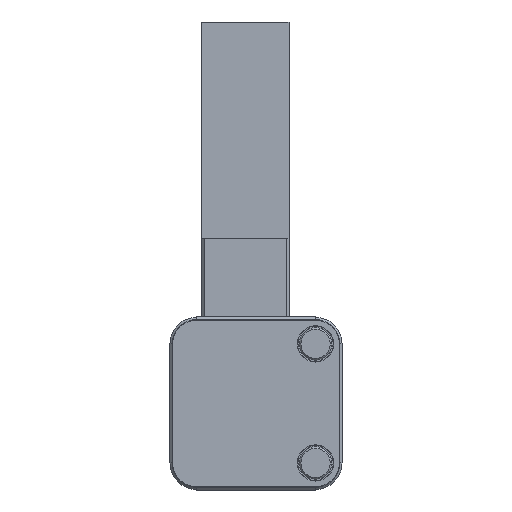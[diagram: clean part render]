
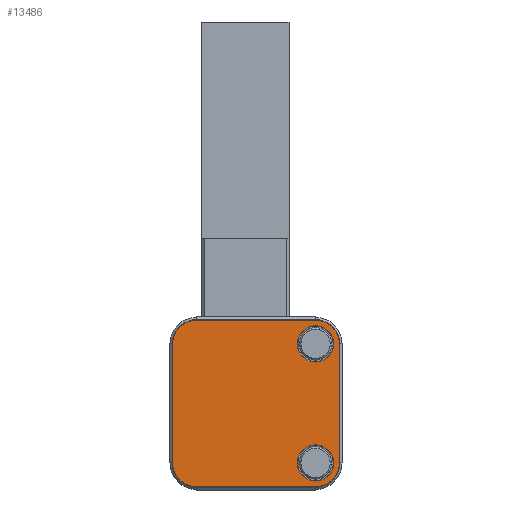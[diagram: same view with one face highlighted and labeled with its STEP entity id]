
A CAD part, front view. The second image highlights one B-rep face of the part: STEP entity #13486.
In plain terms, the highlighted face is planar.
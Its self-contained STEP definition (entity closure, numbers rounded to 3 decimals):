
#83 = ORIENTED_EDGE ( 'NONE', *, *, #10009, .T. ) ;
#218 = VECTOR ( 'NONE', #3902, 1000. ) ;
#403 = EDGE_CURVE ( 'NONE', #2777, #7458, #8240, .T. ) ;
#409 = AXIS2_PLACEMENT_3D ( 'NONE', #9589, #1772, #4161 ) ;
#473 = AXIS2_PLACEMENT_3D ( 'NONE', #2972, #9746, #7376 ) ;
#504 = LINE ( 'NONE', #13447, #11679 ) ;
#523 = CIRCLE ( 'NONE', #12186, 4.4 ) ;
#624 = VECTOR ( 'NONE', #9376, 1000. ) ;
#950 = DIRECTION ( 'NONE',  ( 1., 0., 0. ) ) ;
#996 = CIRCLE ( 'NONE', #9340, 3.35 ) ;
#1002 = CARTESIAN_POINT ( 'NONE',  ( -11., 22., 0. ) ) ;
#1071 = VERTEX_POINT ( 'NONE', #10709 ) ;
#1448 = EDGE_LOOP ( 'NONE', ( #13425, #4836 ) ) ;
#1466 = CARTESIAN_POINT ( 'NONE',  ( -15.4, 0., 0. ) ) ;
#1484 = AXIS2_PLACEMENT_3D ( 'NONE', #5073, #6098, #8348 ) ;
#1583 = DIRECTION ( 'NONE',  ( 1., 0., 0. ) ) ;
#1772 = DIRECTION ( 'NONE',  ( 0., 0., 1. ) ) ;
#1810 = AXIS2_PLACEMENT_3D ( 'NONE', #1002, #13284, #950 ) ;
#2021 = EDGE_CURVE ( 'NONE', #10931, #2777, #10425, .T. ) ;
#2274 = CIRCLE ( 'NONE', #1484, 3.35 ) ;
#2416 = CARTESIAN_POINT ( 'NONE',  ( -15.4, 0., 0. ) ) ;
#2575 = ORIENTED_EDGE ( 'NONE', *, *, #5007, .T. ) ;
#2777 = VERTEX_POINT ( 'NONE', #4285 ) ;
#2882 = DIRECTION ( 'NONE',  ( 1., 0., 0. ) ) ;
#2887 = CARTESIAN_POINT ( 'NONE',  ( 7.65, 0., 0. ) ) ;
#2972 = CARTESIAN_POINT ( 'NONE',  ( -11., 0., 0. ) ) ;
#2990 = FACE_BOUND ( 'NONE', #1448, .T. ) ;
#3087 = EDGE_CURVE ( 'NONE', #11677, #10931, #6892, .T. ) ;
#3164 = LINE ( 'NONE', #9423, #218 ) ;
#3436 = EDGE_LOOP ( 'NONE', ( #83, #6173 ) ) ;
#3638 = DIRECTION ( 'NONE',  ( 1., 0., 0. ) ) ;
#3902 = DIRECTION ( 'NONE',  ( -1., 0., 0. ) ) ;
#3914 = CARTESIAN_POINT ( 'NONE',  ( -7.65, 0., 0. ) ) ;
#4161 = DIRECTION ( 'NONE',  ( 1., 0., 0. ) ) ;
#4285 = CARTESIAN_POINT ( 'NONE',  ( -15.4, 22., 0. ) ) ;
#4384 = EDGE_CURVE ( 'NONE', #8125, #11677, #3164, .T. ) ;
#4576 = AXIS2_PLACEMENT_3D ( 'NONE', #11943, #10801, #2882 ) ;
#4820 = CARTESIAN_POINT ( 'NONE',  ( 11., 26.4, 0. ) ) ;
#4836 = ORIENTED_EDGE ( 'NONE', *, *, #11412, .T. ) ;
#4892 = EDGE_CURVE ( 'NONE', #7928, #12102, #2274, .T. ) ;
#4893 = ORIENTED_EDGE ( 'NONE', *, *, #9098, .T. ) ;
#5007 = EDGE_CURVE ( 'NONE', #1071, #8125, #12976, .T. ) ;
#5073 = CARTESIAN_POINT ( 'NONE',  ( 11., 0., 0. ) ) ;
#5169 = CARTESIAN_POINT ( 'NONE',  ( 15.4, 22., 0. ) ) ;
#5323 = ORIENTED_EDGE ( 'NONE', *, *, #2021, .T. ) ;
#5877 = EDGE_CURVE ( 'NONE', #8694, #8759, #523, .T. ) ;
#6012 = CARTESIAN_POINT ( 'NONE',  ( 11., 22., 0. ) ) ;
#6098 = DIRECTION ( 'NONE',  ( 0., 0., 1. ) ) ;
#6120 = FACE_OUTER_BOUND ( 'NONE', #8230, .T. ) ;
#6173 = ORIENTED_EDGE ( 'NONE', *, *, #11315, .T. ) ;
#6191 = CIRCLE ( 'NONE', #12380, 3.35 ) ;
#6354 = CIRCLE ( 'NONE', #473, 3.35 ) ;
#6570 = ORIENTED_EDGE ( 'NONE', *, *, #3087, .T. ) ;
#6811 = DIRECTION ( 'NONE',  ( 0., -1., 0. ) ) ;
#6892 = CIRCLE ( 'NONE', #8283, 4.4 ) ;
#6989 = CARTESIAN_POINT ( 'NONE',  ( -11., -4.4, 0. ) ) ;
#7209 = DIRECTION ( 'NONE',  ( 0., 0., 1. ) ) ;
#7257 = DIRECTION ( 'NONE',  ( 1., 0., 0. ) ) ;
#7297 = ORIENTED_EDGE ( 'NONE', *, *, #4384, .T. ) ;
#7376 = DIRECTION ( 'NONE',  ( 1., 0., 0. ) ) ;
#7458 = VERTEX_POINT ( 'NONE', #8010 ) ;
#7462 = VECTOR ( 'NONE', #11362, 1000. ) ;
#7657 = CARTESIAN_POINT ( 'NONE',  ( 14.35, 0., 0. ) ) ;
#7752 = VERTEX_POINT ( 'NONE', #3914 ) ;
#7928 = VERTEX_POINT ( 'NONE', #2887 ) ;
#7972 = DIRECTION ( 'NONE',  ( 0., 0., -1. ) ) ;
#8010 = CARTESIAN_POINT ( 'NONE',  ( -11., 26.4, 0. ) ) ;
#8125 = VERTEX_POINT ( 'NONE', #9775 ) ;
#8230 = EDGE_LOOP ( 'NONE', ( #7297, #6570, #5323, #10059, #14384, #12134, #4893, #2575 ) ) ;
#8240 = CIRCLE ( 'NONE', #1810, 4.4 ) ;
#8272 = DIRECTION ( 'NONE',  ( 0., 0., -1. ) ) ;
#8283 = AXIS2_PLACEMENT_3D ( 'NONE', #13818, #8272, #3638 ) ;
#8348 = DIRECTION ( 'NONE',  ( 1., 0., 0. ) ) ;
#8608 = PLANE ( 'NONE',  #409 ) ;
#8694 = VERTEX_POINT ( 'NONE', #4820 ) ;
#8759 = VERTEX_POINT ( 'NONE', #5169 ) ;
#8982 = DIRECTION ( 'NONE',  ( 1., 0., 0. ) ) ;
#9098 = EDGE_CURVE ( 'NONE', #8759, #1071, #504, .T. ) ;
#9340 = AXIS2_PLACEMENT_3D ( 'NONE', #10137, #13450, #8982 ) ;
#9376 = DIRECTION ( 'NONE',  ( 1., 0., 0. ) ) ;
#9423 = CARTESIAN_POINT ( 'NONE',  ( 0., -4.4, 0. ) ) ;
#9450 = FACE_BOUND ( 'NONE', #3436, .T. ) ;
#9589 = CARTESIAN_POINT ( 'NONE',  ( 0., 0., 0. ) ) ;
#9746 = DIRECTION ( 'NONE',  ( 0., 0., 1. ) ) ;
#9775 = CARTESIAN_POINT ( 'NONE',  ( 11., -4.4, 0. ) ) ;
#10009 = EDGE_CURVE ( 'NONE', #12685, #7752, #996, .T. ) ;
#10059 = ORIENTED_EDGE ( 'NONE', *, *, #403, .T. ) ;
#10137 = CARTESIAN_POINT ( 'NONE',  ( -11., 0., 0. ) ) ;
#10275 = CARTESIAN_POINT ( 'NONE',  ( -14.35, 0., 0. ) ) ;
#10425 = LINE ( 'NONE', #2416, #7462 ) ;
#10692 = CARTESIAN_POINT ( 'NONE',  ( 0., 26.4, 0. ) ) ;
#10709 = CARTESIAN_POINT ( 'NONE',  ( 15.4, 0., 0. ) ) ;
#10801 = DIRECTION ( 'NONE',  ( 0., 0., -1. ) ) ;
#10931 = VERTEX_POINT ( 'NONE', #1466 ) ;
#11204 = EDGE_CURVE ( 'NONE', #7458, #8694, #12875, .T. ) ;
#11315 = EDGE_CURVE ( 'NONE', #7752, #12685, #6354, .T. ) ;
#11362 = DIRECTION ( 'NONE',  ( 0., 1., 0. ) ) ;
#11412 = EDGE_CURVE ( 'NONE', #12102, #7928, #6191, .T. ) ;
#11677 = VERTEX_POINT ( 'NONE', #6989 ) ;
#11679 = VECTOR ( 'NONE', #6811, 1000. ) ;
#11943 = CARTESIAN_POINT ( 'NONE',  ( 11., 0., 0. ) ) ;
#12102 = VERTEX_POINT ( 'NONE', #7657 ) ;
#12134 = ORIENTED_EDGE ( 'NONE', *, *, #5877, .T. ) ;
#12186 = AXIS2_PLACEMENT_3D ( 'NONE', #6012, #7972, #7257 ) ;
#12380 = AXIS2_PLACEMENT_3D ( 'NONE', #13914, #7209, #1583 ) ;
#12685 = VERTEX_POINT ( 'NONE', #10275 ) ;
#12875 = LINE ( 'NONE', #10692, #624 ) ;
#12976 = CIRCLE ( 'NONE', #4576, 4.4 ) ;
#13284 = DIRECTION ( 'NONE',  ( 0., 0., -1. ) ) ;
#13425 = ORIENTED_EDGE ( 'NONE', *, *, #4892, .T. ) ;
#13447 = CARTESIAN_POINT ( 'NONE',  ( 15.4, 0., 0. ) ) ;
#13450 = DIRECTION ( 'NONE',  ( 0., 0., 1. ) ) ;
#13486 = ADVANCED_FACE ( 'NONE', ( #2990, #9450, #6120 ), #8608, .F. ) ;
#13818 = CARTESIAN_POINT ( 'NONE',  ( -11., 0., 0. ) ) ;
#13914 = CARTESIAN_POINT ( 'NONE',  ( 11., 0., 0. ) ) ;
#14384 = ORIENTED_EDGE ( 'NONE', *, *, #11204, .T. ) ;
